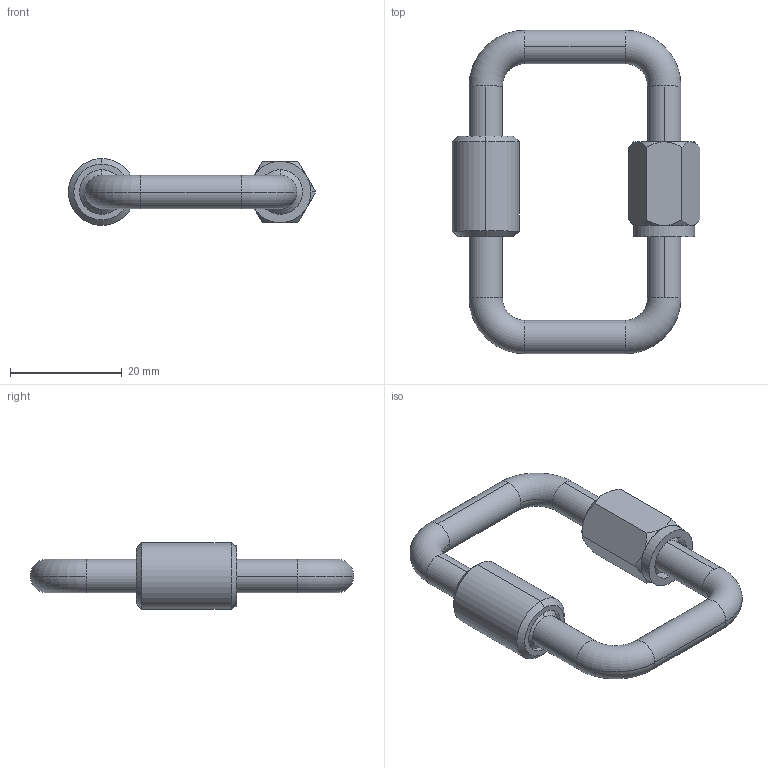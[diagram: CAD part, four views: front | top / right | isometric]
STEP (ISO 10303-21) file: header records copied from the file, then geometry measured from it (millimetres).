
FILE_DESCRIPTION (( 'STEP AP203' ), '1' );
FILE_NAME ('sone3D.STEP', '2017-11-01T09:08:08', ( '' ), ( '' ), 'SwSTEP 2.0', 'SolidWorks 2014', '' );
FILE_SCHEMA (( 'CONFIG_CONTROL_DESIGN' ));
Length unit declared in the file: millimetre
Products named in the file (4): C-1994-G-3_リング下; C-1994-G-3_リング上; C-1994-G-3六角ナット_; sone3D
Assembly tree (3 placements, depth 2):
  sone3D
    C-1994-G-3_リング下
    C-1994-G-3_リング上
    C-1994-G-3六角ナット_
Bounding box: 44.35 x 58 x 12 mm (x, y, z)
Volume: 6925.5 mm3; surface area: 5410.2 mm2
Topology: 3 solids, 3 shells, 88 faces, 202 edges, 124 vertices
Faces by surface type: cone 30, cylinder 28, plane 22, torus 8
Entity records: 3044 total; most frequent: CARTESIAN_POINT 596, DIRECTION 474, ORIENTED_EDGE 404, AXIS2_PLACEMENT_3D 202, EDGE_CURVE 202, VERTEX_POINT 124, CIRCLE 108, EDGE_LOOP 94
